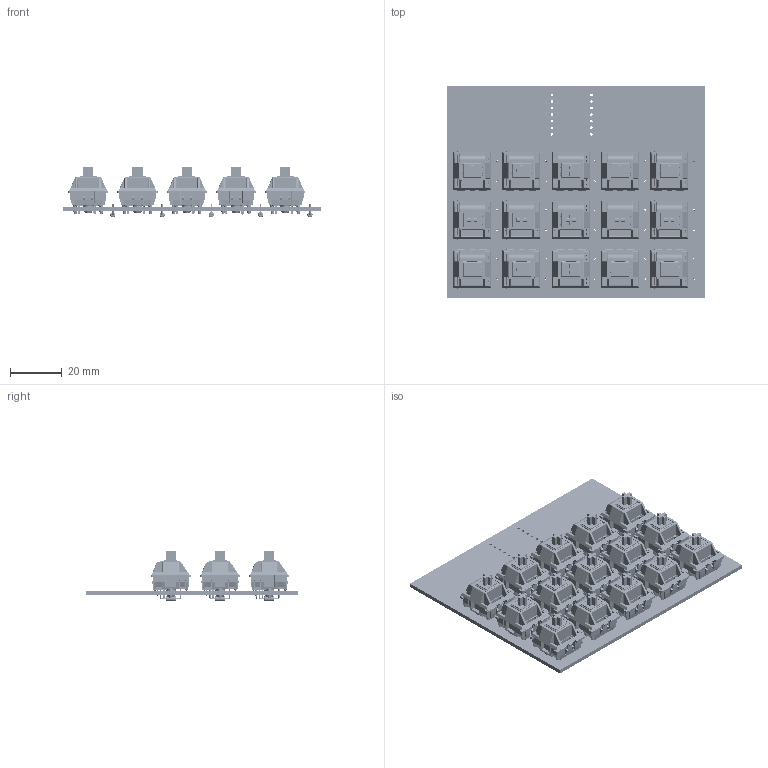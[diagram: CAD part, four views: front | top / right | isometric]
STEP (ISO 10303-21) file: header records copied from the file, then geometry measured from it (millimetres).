
FILE_DESCRIPTION(('KiCad electronic assembly'),'2;1');
FILE_NAME('coderkid''s hackpad.step','2024-10-24T19:52:37',('Pcbnew'),( 'Kicad'),'Open CASCADE STEP processor 7.8','KiCad to STEP converter' ,'Unknown');
FILE_SCHEMA(('AUTOMOTIVE_DESIGN { 1 0 10303 214 1 1 1 1 }'));
Length unit declared in the file: millimetre
Products named in the file (6): coderkid's hackpad 1; MX_PCB; SW_Cherry_MX_PCB_cp; Diode_DO-35; D_DO-35_SOD27_P7.62mm_Horizontal; coderkid's hackpad_PCB
Assembly tree (33 placements, depth 3):
  coderkid's hackpad 1
    MX_PCB  x15
      SW_Cherry_MX_PCB_cp
    Diode_DO-35  x15
      D_DO-35_SOD27_P7.62mm_Horizontal
    coderkid's hackpad_PCB
Bounding box: 99.59 x 81.92 x 19.65 mm (x, y, z)
Volume: 27788 mm3; surface area: 66941.6 mm2
Topology: 136 solids, 136 shells, 14495 faces, 37944 edges, 23901 vertices
Faces by surface type: plane 8856, cylinder 4019, torus 600, bspline 480, sphere 390, cone 150
Full cylindrical faces by diameter (mm): 0.5 x45, 0.8 x30, 1 x14, 1.5 x30, 1.75 x30, 2 x30, 2.02 x15, 4 x15
Entity records: 50044 total; most frequent: CARTESIAN_POINT 15635, ORIENTED_EDGE 5740, DIRECTION 5546, EDGE_CURVE 2870, LINE 1974, VECTOR 1974, VERTEX_POINT 1823, AXIS2_PLACEMENT_3D 1786
